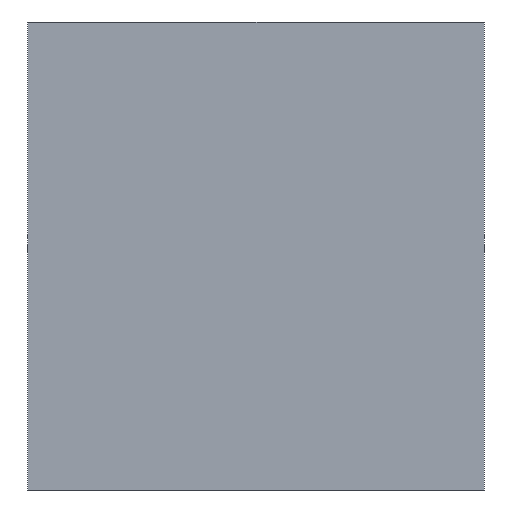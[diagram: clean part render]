
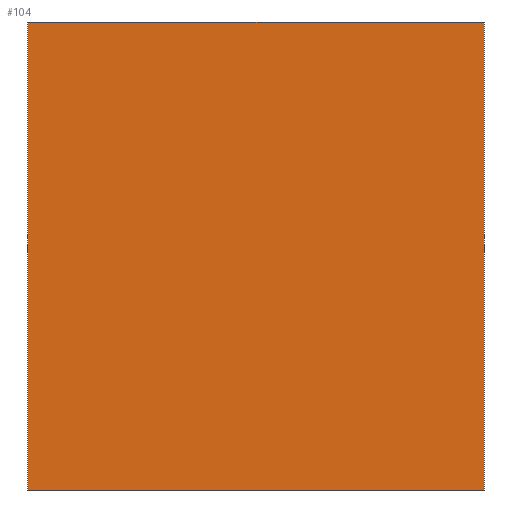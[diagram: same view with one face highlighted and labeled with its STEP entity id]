
A CAD part, left-side view. The second image highlights one B-rep face of the part: STEP entity #104.
In plain terms, the highlighted planar face has unit normal (-1, 0, 0).
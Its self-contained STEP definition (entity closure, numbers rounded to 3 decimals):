
#18=FACE_OUTER_BOUND('',#24,.T.);
#24=EDGE_LOOP('',(#83,#84,#85,#86));
#28=LINE('',#147,#40);
#36=LINE('',#162,#48);
#37=LINE('',#164,#49);
#38=LINE('',#165,#50);
#40=VECTOR('',#120,10.);
#48=VECTOR('',#132,10.);
#49=VECTOR('',#135,10.);
#50=VECTOR('',#136,10.);
#51=VERTEX_POINT('',#143);
#53=VERTEX_POINT('',#146);
#57=VERTEX_POINT('',#158);
#58=VERTEX_POINT('',#160);
#60=EDGE_CURVE('',#51,#53,#28,.F.);
#68=EDGE_CURVE('',#57,#58,#36,.T.);
#69=EDGE_CURVE('',#57,#51,#37,.T.);
#70=EDGE_CURVE('',#53,#58,#38,.F.);
#83=ORIENTED_EDGE('',*,*,#69,.F.);
#84=ORIENTED_EDGE('',*,*,#68,.T.);
#85=ORIENTED_EDGE('',*,*,#70,.F.);
#86=ORIENTED_EDGE('',*,*,#60,.F.);
#98=PLANE('',#112);
#104=ADVANCED_FACE('',(#18),#98,.T.);
#112=AXIS2_PLACEMENT_3D('',#163,#133,#134);
#120=DIRECTION('',(0.,-1.,0.));
#132=DIRECTION('',(0.,1.,0.));
#133=DIRECTION('center_axis',(-1.,0.,0.));
#134=DIRECTION('ref_axis',(0.,0.,1.));
#135=DIRECTION('',(0.,0.,-1.));
#136=DIRECTION('',(0.,0.,-1.));
#143=CARTESIAN_POINT('',(-12.,0.,0.));
#146=CARTESIAN_POINT('',(-12.,15.936,0.));
#147=CARTESIAN_POINT('',(-12.,0.,0.));
#158=CARTESIAN_POINT('',(-12.,0.,16.329));
#160=CARTESIAN_POINT('',(-12.,15.936,16.329));
#162=CARTESIAN_POINT('',(-12.,0.,16.329));
#163=CARTESIAN_POINT('Origin',(-12.,0.,0.));
#164=CARTESIAN_POINT('',(-12.,0.,4.082));
#165=CARTESIAN_POINT('',(-12.,15.936,4.082));
